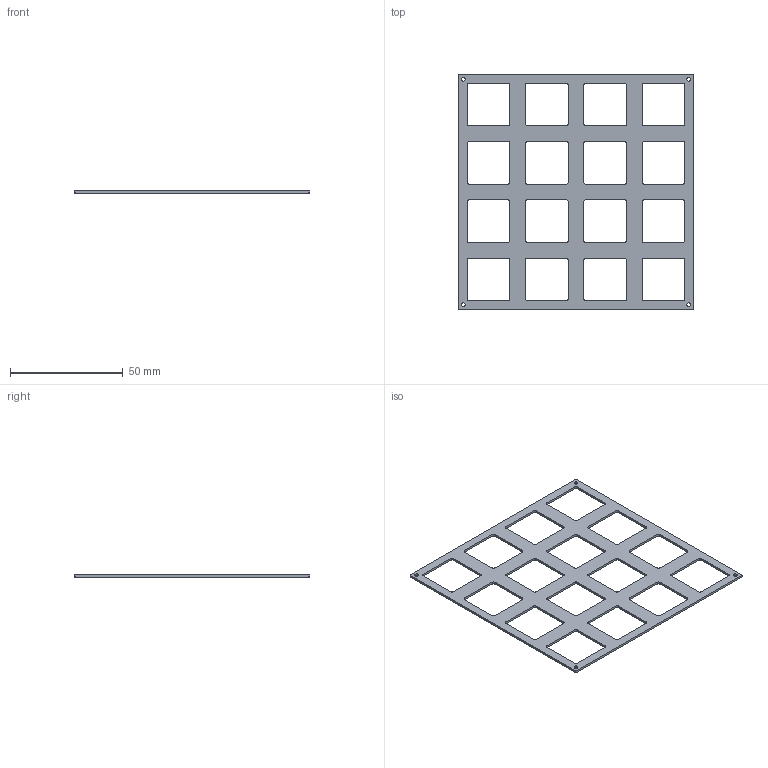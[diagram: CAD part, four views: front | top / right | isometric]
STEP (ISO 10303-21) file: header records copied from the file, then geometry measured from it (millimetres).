
FILE_DESCRIPTION(('KiCad electronic assembly'),'2;1');
FILE_NAME('FP-BU16-3D.step','2025-01-22T18:56:42',('Pcbnew'),('Kicad'), 'Open CASCADE STEP processor 7.6','KiCad to STEP converter','Unknown' );
FILE_SCHEMA(('AUTOMOTIVE_DESIGN { 1 0 10303 214 1 1 1 1 }'));
Length unit declared in the file: millimetre
Products named in the file (2): FP-BU16-3D 1; kibot_fszpc2x6_PCB
Assembly tree (1 placements, depth 2):
  FP-BU16-3D 1
    kibot_fszpc2x6_PCB
Bounding box: 104.35 x 104.35 x 1 mm (x, y, z)
Volume: 5116.7 mm3; surface area: 11860.9 mm2
Topology: 1 solids, 1 shells, 210 faces, 624 edges, 416 vertices
Faces by surface type: plane 138, cylinder 72
Full cylindrical faces by diameter (mm): 1.75 x4
Entity records: 7149 total; most frequent: CARTESIAN_POINT 1252, ORIENTED_EDGE 1248, DIRECTION 1192, EDGE_CURVE 624, LINE 480, VECTOR 480, VERTEX_POINT 416, AXIS2_PLACEMENT_3D 356
